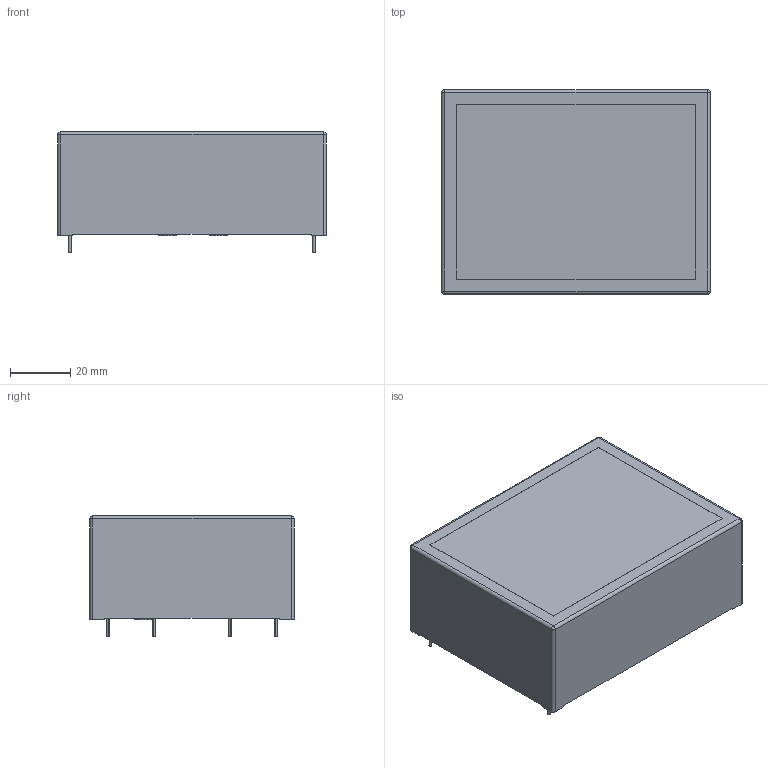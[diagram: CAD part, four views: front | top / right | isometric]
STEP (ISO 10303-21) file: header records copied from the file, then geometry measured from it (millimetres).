
FILE_DESCRIPTION((''),'2;1');
FILE_NAME('PWS_TRACO_TMM60-PCB.stp','2015-01-13T13:18:33',(''),(''),'Mechanical Desktop 2011','Mechanical Desktop 2011',', , ');
FILE_SCHEMA(('AUTOMOTIVE_DESIGN { 1 2 10303 214 1 1 1 1 }'));
Length unit declared in the file: millimetre
Products named in the file (1): Product
Bounding box: 89.5 x 68 x 40.1 mm (x, y, z)
Volume: 207346 mm3; surface area: 32604.5 mm2
Topology: 8 solids, 8 shells, 70 faces, 148 edges, 92 vertices
Faces by surface type: plane 34, cylinder 28, bspline 4, sphere 4
Entity records: 1908 total; most frequent: DIRECTION 334, CARTESIAN_POINT 319, ORIENTED_EDGE 288, EDGE_CURVE 144, AXIS2_PLACEMENT_3D 123, VERTEX_POINT 92, VECTOR 88, LINE 88
